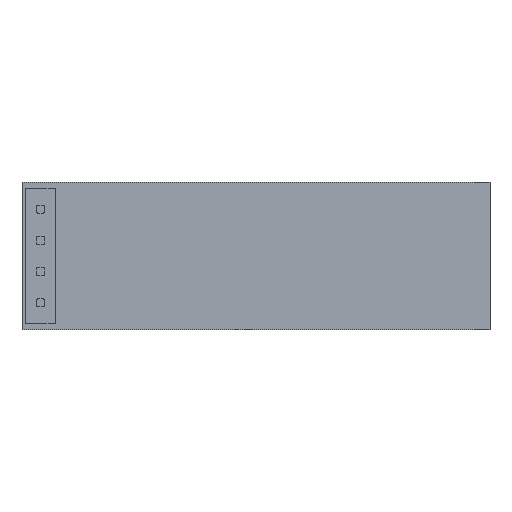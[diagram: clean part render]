
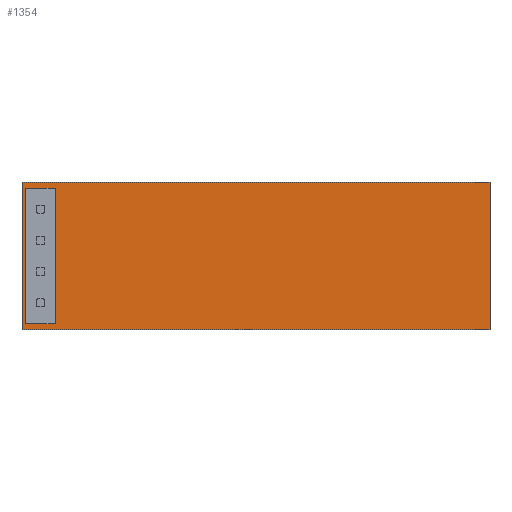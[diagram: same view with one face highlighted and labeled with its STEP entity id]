
A CAD part, front view. The second image highlights one B-rep face of the part: STEP entity #1354.
In plain terms, the highlighted planar face has unit normal (0, -1, 0).
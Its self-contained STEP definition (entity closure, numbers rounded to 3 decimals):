
#18 = ORIENTED_EDGE ( 'NONE', *, *, #2297, .F. ) ;
#25 = EDGE_CURVE ( 'NONE', #1749, #3181, #984, .T. ) ;
#49 = DIRECTION ( 'NONE',  ( 0., 0., -1. ) ) ;
#105 = DIRECTION ( 'NONE',  ( 0., 0., 1. ) ) ;
#112 = CARTESIAN_POINT ( 'NONE',  ( -16.4, 0., 5.35 ) ) ;
#142 = DIRECTION ( 'NONE',  ( -1., 0., 0. ) ) ;
#163 = EDGE_CURVE ( 'NONE', #569, #622, #2841, .T. ) ;
#230 = VERTEX_POINT ( 'NONE', #1467 ) ;
#234 = PLANE ( 'NONE',  #1527 ) ;
#301 = VECTOR ( 'NONE', #49, 1000. ) ;
#313 = CARTESIAN_POINT ( 'NONE',  ( -18.6, 0., -5.35 ) ) ;
#352 = CARTESIAN_POINT ( 'NONE',  ( 19., 0., -6. ) ) ;
#368 = DIRECTION ( 'NONE',  ( 0., 0., 1. ) ) ;
#404 = CARTESIAN_POINT ( 'NONE',  ( 19., 0., 6. ) ) ;
#497 = EDGE_CURVE ( 'NONE', #2230, #1697, #2183, .T. ) ;
#548 = CARTESIAN_POINT ( 'NONE',  ( -16.25, 0., 0. ) ) ;
#557 = CIRCLE ( 'NONE', #2533, 0.15 ) ;
#569 = VERTEX_POINT ( 'NONE', #2997 ) ;
#571 = DIRECTION ( 'NONE',  ( 0., 0., 1. ) ) ;
#575 = DIRECTION ( 'NONE',  ( 0., 0., -1. ) ) ;
#585 = LINE ( 'NONE', #1404, #2495 ) ;
#622 = VERTEX_POINT ( 'NONE', #3027 ) ;
#672 = CARTESIAN_POINT ( 'NONE',  ( 0., 0., -5.5 ) ) ;
#700 = ORIENTED_EDGE ( 'NONE', *, *, #3049, .T. ) ;
#768 = ORIENTED_EDGE ( 'NONE', *, *, #2151, .T. ) ;
#781 = ORIENTED_EDGE ( 'NONE', *, *, #497, .F. ) ;
#875 = CARTESIAN_POINT ( 'NONE',  ( -18.75, 0., 0. ) ) ;
#925 = LINE ( 'NONE', #1112, #2160 ) ;
#984 = LINE ( 'NONE', #548, #301 ) ;
#985 = VECTOR ( 'NONE', #2943, 1000. ) ;
#1031 = CARTESIAN_POINT ( 'NONE',  ( -16.4, 0., -5.35 ) ) ;
#1052 = AXIS2_PLACEMENT_3D ( 'NONE', #1031, #2766, #1289 ) ;
#1112 = CARTESIAN_POINT ( 'NONE',  ( 0., 0., 6. ) ) ;
#1151 = DIRECTION ( 'NONE',  ( 0., 0., -1. ) ) ;
#1258 = CIRCLE ( 'NONE', #2078, 0.15 ) ;
#1264 = CARTESIAN_POINT ( 'NONE',  ( 0., 0., 0. ) ) ;
#1274 = VECTOR ( 'NONE', #1910, 1000. ) ;
#1281 = EDGE_CURVE ( 'NONE', #2770, #1749, #1258, .T. ) ;
#1289 = DIRECTION ( 'NONE',  ( 0., 0., 1. ) ) ;
#1301 = FACE_BOUND ( 'NONE', #1337, .T. ) ;
#1337 = EDGE_LOOP ( 'NONE', ( #2919, #1535, #1868, #2444, #2016, #2528, #2799, #1497 ) ) ;
#1345 = EDGE_LOOP ( 'NONE', ( #18, #700, #768, #781 ) ) ;
#1354 = ADVANCED_FACE ( 'NONE', ( #2178, #1301 ), #234, .F. ) ;
#1404 = CARTESIAN_POINT ( 'NONE',  ( 19., 0., 0. ) ) ;
#1461 = CARTESIAN_POINT ( 'NONE',  ( 0., 0., 5.5 ) ) ;
#1467 = CARTESIAN_POINT ( 'NONE',  ( -18.6, 0., -5.5 ) ) ;
#1497 = ORIENTED_EDGE ( 'NONE', *, *, #25, .T. ) ;
#1503 = CARTESIAN_POINT ( 'NONE',  ( -16.4, 0., -5.5 ) ) ;
#1505 = DIRECTION ( 'NONE',  ( 0., 0., 1. ) ) ;
#1525 = VECTOR ( 'NONE', #142, 1000. ) ;
#1527 = AXIS2_PLACEMENT_3D ( 'NONE', #1264, #3000, #1505 ) ;
#1535 = ORIENTED_EDGE ( 'NONE', *, *, #1812, .T. ) ;
#1609 = DIRECTION ( 'NONE',  ( 0., -1., 0. ) ) ;
#1617 = CARTESIAN_POINT ( 'NONE',  ( -19., 0., 6. ) ) ;
#1697 = VERTEX_POINT ( 'NONE', #2859 ) ;
#1717 = LINE ( 'NONE', #1461, #985 ) ;
#1749 = VERTEX_POINT ( 'NONE', #1889 ) ;
#1756 = CIRCLE ( 'NONE', #2478, 0.15 ) ;
#1790 = VERTEX_POINT ( 'NONE', #404 ) ;
#1805 = VERTEX_POINT ( 'NONE', #2834 ) ;
#1812 = EDGE_CURVE ( 'NONE', #2853, #230, #1930, .T. ) ;
#1868 = ORIENTED_EDGE ( 'NONE', *, *, #2964, .T. ) ;
#1871 = DIRECTION ( 'NONE',  ( 0., 1., 0. ) ) ;
#1882 = LINE ( 'NONE', #2820, #2456 ) ;
#1889 = CARTESIAN_POINT ( 'NONE',  ( -16.25, 0., 5.35 ) ) ;
#1910 = DIRECTION ( 'NONE',  ( -1., 0., 0. ) ) ;
#1930 = LINE ( 'NONE', #672, #1274 ) ;
#2016 = ORIENTED_EDGE ( 'NONE', *, *, #2327, .F. ) ;
#2069 = DIRECTION ( 'NONE',  ( 0., 1., 0. ) ) ;
#2078 = AXIS2_PLACEMENT_3D ( 'NONE', #112, #1871, #368 ) ;
#2124 = DIRECTION ( 'NONE',  ( 0., 0., -1. ) ) ;
#2151 = EDGE_CURVE ( 'NONE', #3093, #1697, #1882, .T. ) ;
#2160 = VECTOR ( 'NONE', #2338, 1000. ) ;
#2178 = FACE_OUTER_BOUND ( 'NONE', #1345, .T. ) ;
#2182 = VECTOR ( 'NONE', #1151, 1000. ) ;
#2183 = LINE ( 'NONE', #3142, #1525 ) ;
#2230 = VERTEX_POINT ( 'NONE', #352 ) ;
#2297 = EDGE_CURVE ( 'NONE', #1790, #2230, #585, .T. ) ;
#2327 = EDGE_CURVE ( 'NONE', #1805, #569, #1756, .T. ) ;
#2338 = DIRECTION ( 'NONE',  ( -1., 0., 0. ) ) ;
#2339 = CIRCLE ( 'NONE', #1052, 0.15 ) ;
#2444 = ORIENTED_EDGE ( 'NONE', *, *, #163, .F. ) ;
#2456 = VECTOR ( 'NONE', #575, 1000. ) ;
#2478 = AXIS2_PLACEMENT_3D ( 'NONE', #3104, #1609, #105 ) ;
#2486 = EDGE_CURVE ( 'NONE', #2770, #1805, #1717, .T. ) ;
#2495 = VECTOR ( 'NONE', #2124, 1000. ) ;
#2528 = ORIENTED_EDGE ( 'NONE', *, *, #2486, .F. ) ;
#2533 = AXIS2_PLACEMENT_3D ( 'NONE', #313, #2069, #571 ) ;
#2652 = CARTESIAN_POINT ( 'NONE',  ( -16.25, 0., -5.35 ) ) ;
#2709 = CARTESIAN_POINT ( 'NONE',  ( -16.4, 0., 5.5 ) ) ;
#2766 = DIRECTION ( 'NONE',  ( 0., 1., 0. ) ) ;
#2770 = VERTEX_POINT ( 'NONE', #2709 ) ;
#2799 = ORIENTED_EDGE ( 'NONE', *, *, #1281, .T. ) ;
#2820 = CARTESIAN_POINT ( 'NONE',  ( -19., 0., 0. ) ) ;
#2834 = CARTESIAN_POINT ( 'NONE',  ( -18.6, 0., 5.5 ) ) ;
#2841 = LINE ( 'NONE', #875, #2182 ) ;
#2853 = VERTEX_POINT ( 'NONE', #1503 ) ;
#2859 = CARTESIAN_POINT ( 'NONE',  ( -19., 0., -6. ) ) ;
#2875 = EDGE_CURVE ( 'NONE', #3181, #2853, #2339, .T. ) ;
#2919 = ORIENTED_EDGE ( 'NONE', *, *, #2875, .T. ) ;
#2943 = DIRECTION ( 'NONE',  ( -1., 0., 0. ) ) ;
#2964 = EDGE_CURVE ( 'NONE', #230, #622, #557, .T. ) ;
#2997 = CARTESIAN_POINT ( 'NONE',  ( -18.75, 0., 5.35 ) ) ;
#3000 = DIRECTION ( 'NONE',  ( 0., 1., 0. ) ) ;
#3027 = CARTESIAN_POINT ( 'NONE',  ( -18.75, 0., -5.35 ) ) ;
#3049 = EDGE_CURVE ( 'NONE', #1790, #3093, #925, .T. ) ;
#3093 = VERTEX_POINT ( 'NONE', #1617 ) ;
#3104 = CARTESIAN_POINT ( 'NONE',  ( -18.6, 0., 5.35 ) ) ;
#3142 = CARTESIAN_POINT ( 'NONE',  ( 0., 0., -6. ) ) ;
#3181 = VERTEX_POINT ( 'NONE', #2652 ) ;
